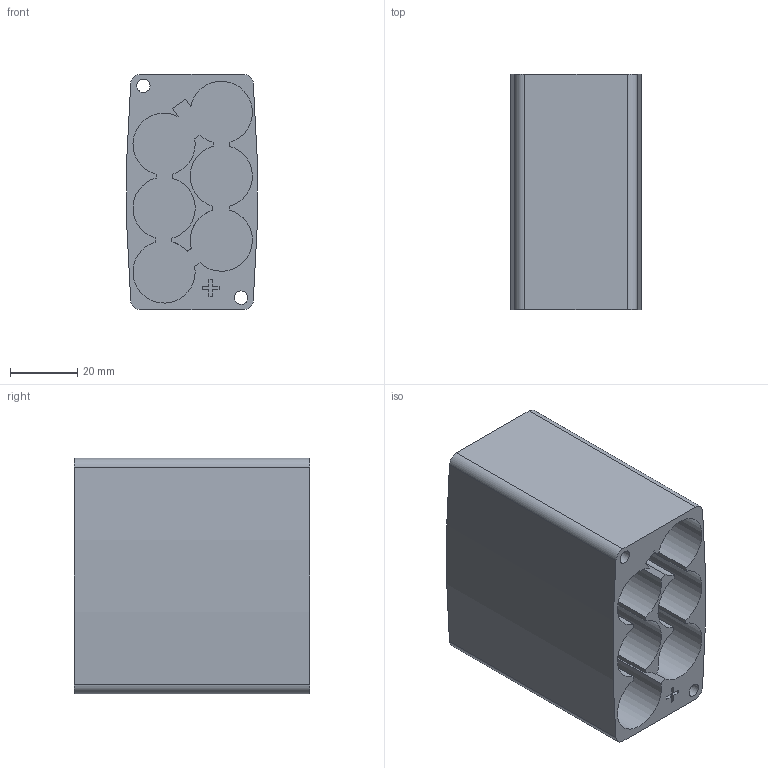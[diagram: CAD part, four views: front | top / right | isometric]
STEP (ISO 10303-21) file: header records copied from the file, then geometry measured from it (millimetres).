
FILE_DESCRIPTION(/* description */ (''),/* implementation_level */ '2;1');
FILE_NAME(/* name */ '18650 Battery Holder.step',/* time_stamp */ '2024-04-11T10:53:35+10:00',/* author */ (''),/* organization */ (''),/* preprocessor_version */ 'ST-DEVELOPER v20',/* originating_system */ 'Autodesk Translation Framework v12.20.1.177',/* authorisation */ '');
FILE_SCHEMA (('AUTOMOTIVE_DESIGN { 1 0 10303 214 3 1 1 }'));
Length unit declared in the file: millimetre
Products named in the file (1): 18650 Battery Holder
Bounding box: 38.72 x 70 x 70 mm (x, y, z)
Volume: 69255.9 mm3; surface area: 43041.4 mm2
Topology: 1 solids, 1 shells, 59 faces, 156 edges, 104 vertices
Faces by surface type: plane 37, cylinder 22
Full cylindrical faces by diameter (mm): 4 x2, 5.68 x2
Entity records: 1884 total; most frequent: DIRECTION 322, CARTESIAN_POINT 320, ORIENTED_EDGE 312, EDGE_CURVE 156, LINE 110, VECTOR 110, AXIS2_PLACEMENT_3D 106, VERTEX_POINT 104
